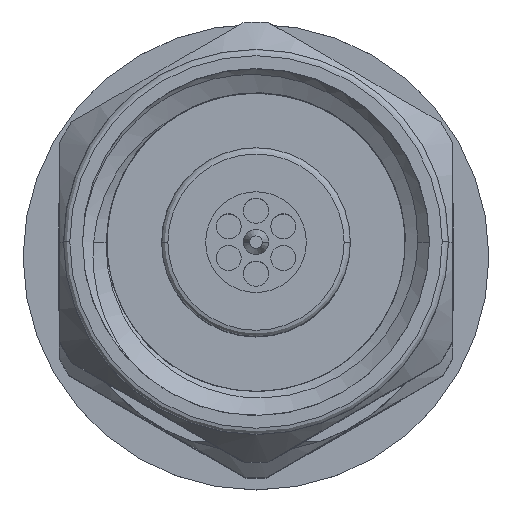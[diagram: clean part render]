
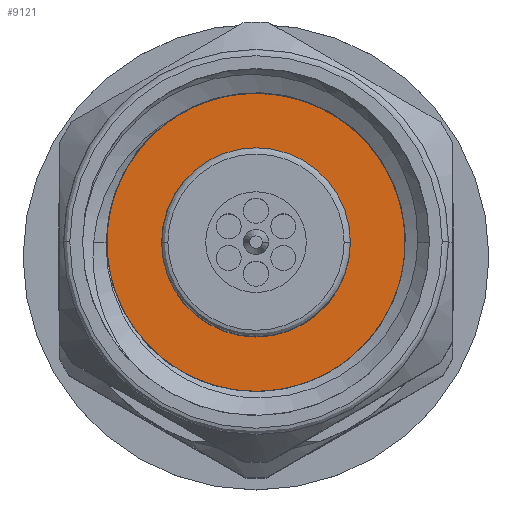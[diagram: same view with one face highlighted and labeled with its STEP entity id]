
A CAD part, top view. The second image highlights one B-rep face of the part: STEP entity #9121.
In plain terms, the highlighted face is planar.
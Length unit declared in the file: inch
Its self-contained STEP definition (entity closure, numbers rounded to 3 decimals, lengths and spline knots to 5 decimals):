
#1309 = DIRECTION ( 'NONE',  ( 0., 0., 1. ) ) ;
#3877 = CARTESIAN_POINT ( 'NONE',  ( 0.3, 0., 0. ) ) ;
#4377 = VERTEX_POINT ( 'NONE', #31608 ) ;
#5206 = AXIS2_PLACEMENT_3D ( 'NONE', #3877, #6289, #1309 ) ;
#5540 = ORIENTED_EDGE ( 'NONE', *, *, #9846, .T. ) ;
#6289 = DIRECTION ( 'NONE',  ( -1., 0., 0. ) ) ;
#6453 = PLANE ( 'NONE',  #5206 ) ;
#9121 = ADVANCED_FACE ( 'NONE', ( #18399 ), #6453, .T. ) ;
#9846 = EDGE_CURVE ( 'NONE', #4377, #20454, #23765, .T. ) ;
#10059 = CIRCLE ( 'NONE', #14070, 0.1378 ) ;
#12742 = DIRECTION ( 'NONE',  ( -1., 0., 0. ) ) ;
#14070 = AXIS2_PLACEMENT_3D ( 'NONE', #31119, #25788, #18210 ) ;
#14595 = CARTESIAN_POINT ( 'NONE',  ( 0.3, 0., -0.1378 ) ) ;
#16866 = EDGE_LOOP ( 'NONE', ( #5540, #31567 ) ) ;
#18210 = DIRECTION ( 'NONE',  ( 0., 0., 1. ) ) ;
#18399 = FACE_OUTER_BOUND ( 'NONE', #16866, .T. ) ;
#19523 = EDGE_CURVE ( 'NONE', #20454, #4377, #10059, .T. ) ;
#20454 = VERTEX_POINT ( 'NONE', #14595 ) ;
#22591 = DIRECTION ( 'NONE',  ( 0., 0., 1. ) ) ;
#23765 = CIRCLE ( 'NONE', #24272, 0.1378 ) ;
#24272 = AXIS2_PLACEMENT_3D ( 'NONE', #27608, #12742, #22591 ) ;
#25788 = DIRECTION ( 'NONE',  ( -1., 0., 0. ) ) ;
#27608 = CARTESIAN_POINT ( 'NONE',  ( 0.3, 0., 0. ) ) ;
#31119 = CARTESIAN_POINT ( 'NONE',  ( 0.3, 0., 0. ) ) ;
#31567 = ORIENTED_EDGE ( 'NONE', *, *, #19523, .T. ) ;
#31608 = CARTESIAN_POINT ( 'NONE',  ( 0.3, 0., 0.1378 ) ) ;
